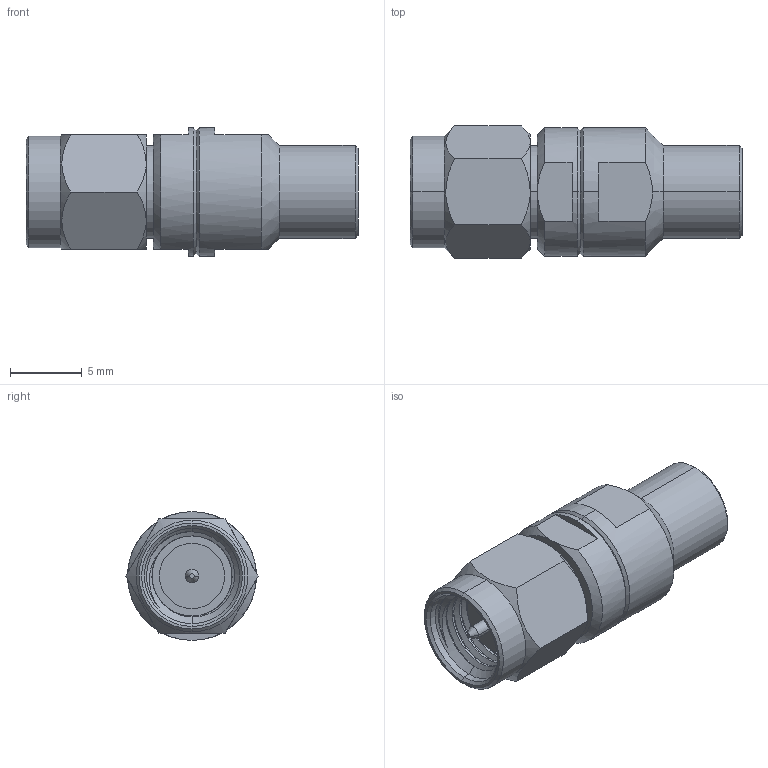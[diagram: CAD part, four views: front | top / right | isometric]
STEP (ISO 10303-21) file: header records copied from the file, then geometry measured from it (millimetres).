
FILE_DESCRIPTION((''),'2;1');
FILE_NAME('AD-SMAP-PSMPP-1_SW0001','2018-07-19T',('Kaviyarasan'),(''),'CREO PARAMETRIC BY PTC INC, 2017020','CREO PARAMETRIC BY PTC INC, 2017020','');
FILE_SCHEMA(('CONFIG_CONTROL_DESIGN'));
Length unit declared in the file: inch
Products named in the file (1): AD-SMAP-PSMPP-1_SW0001
Bounding box: 23.2 x 9.24 x 9 mm (x, y, z)
Volume: 978.9 mm3; surface area: 961.4 mm2
Topology: 1 solids, 1 shells, 102 faces, 232 edges, 140 vertices
Faces by surface type: cone 36, cylinder 34, plane 24, bspline 6, torus 2
Entity records: 4886 total; most frequent: CARTESIAN_POINT 2608, DIRECTION 464, ORIENTED_EDGE 464, EDGE_CURVE 232, AXIS2_PLACEMENT_3D 190, VERTEX_POINT 140, EDGE_LOOP 110, FACE_OUTER_BOUND 102
